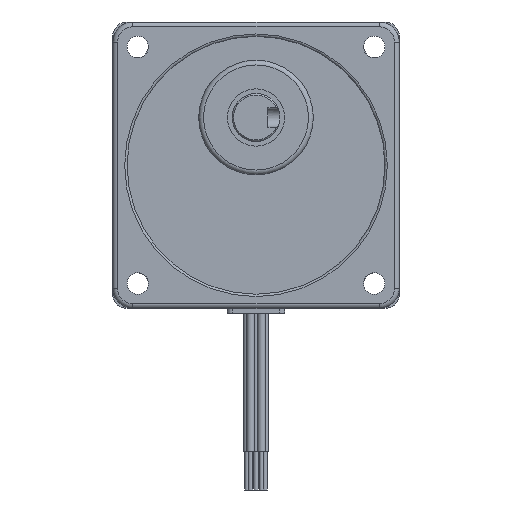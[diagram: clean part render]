
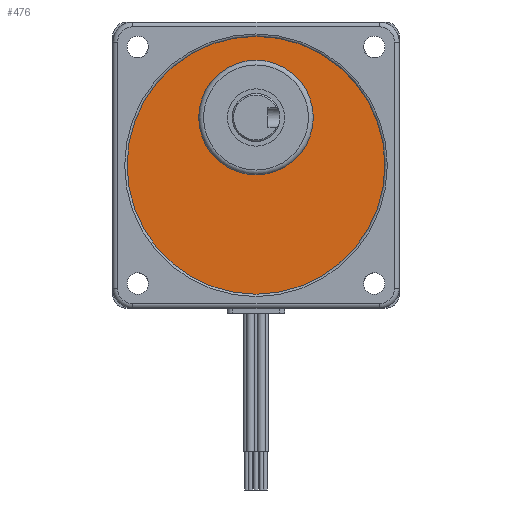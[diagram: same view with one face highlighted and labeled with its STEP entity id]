
A CAD part, front view. The second image highlights one B-rep face of the part: STEP entity #476.
In plain terms, the highlighted planar face has unit normal (0, -1, 0).
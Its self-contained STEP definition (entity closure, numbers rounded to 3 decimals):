
#476 = ADVANCED_FACE( '', ( #1032, #1033 ), #1034, .F. );
#1032 = FACE_BOUND( '', #1693, .T. );
#1033 = FACE_OUTER_BOUND( '', #1694, .T. );
#1034 = PLANE( '', #1695 );
#1693 = EDGE_LOOP( '', ( #2760 ) );
#1694 = EDGE_LOOP( '', ( #2761 ) );
#1695 = AXIS2_PLACEMENT_3D( '', #2762, #2763, #2764 );
#2760 = ORIENTED_EDGE( '', *, *, #3914, .T. );
#2761 = ORIENTED_EDGE( '', *, *, #3822, .F. );
#2762 = CARTESIAN_POINT( '', ( 0., 0.5, 0. ) );
#2763 = DIRECTION( '', ( 0., 1., 0. ) );
#2764 = DIRECTION( '', ( 0., 0., 1. ) );
#3822 = EDGE_CURVE( '', #4559, #4559, #4560, .T. );
#3914 = EDGE_CURVE( '', #4708, #4708, #4709, .T. );
#4559 = VERTEX_POINT( '', #5532 );
#4560 = CIRCLE( '', #5533, 27. );
#4708 = VERTEX_POINT( '', #5742 );
#4709 = CIRCLE( '', #5743, 12. );
#5532 = CARTESIAN_POINT( '', ( 27., 0.5, 0. ) );
#5533 = AXIS2_PLACEMENT_3D( '', #6608, #6609, #6610 );
#5742 = CARTESIAN_POINT( '', ( 0., 0.5, 22. ) );
#5743 = AXIS2_PLACEMENT_3D( '', #6760, #6761, #6762 );
#6608 = CARTESIAN_POINT( '', ( 0., 0.5, 0. ) );
#6609 = DIRECTION( '', ( 0., 1., 0. ) );
#6610 = DIRECTION( '', ( 1., 0., 0. ) );
#6760 = CARTESIAN_POINT( '', ( 0., 0.5, 10. ) );
#6761 = DIRECTION( '', ( 0., 1., 0. ) );
#6762 = DIRECTION( '', ( 0., 0., 1. ) );
